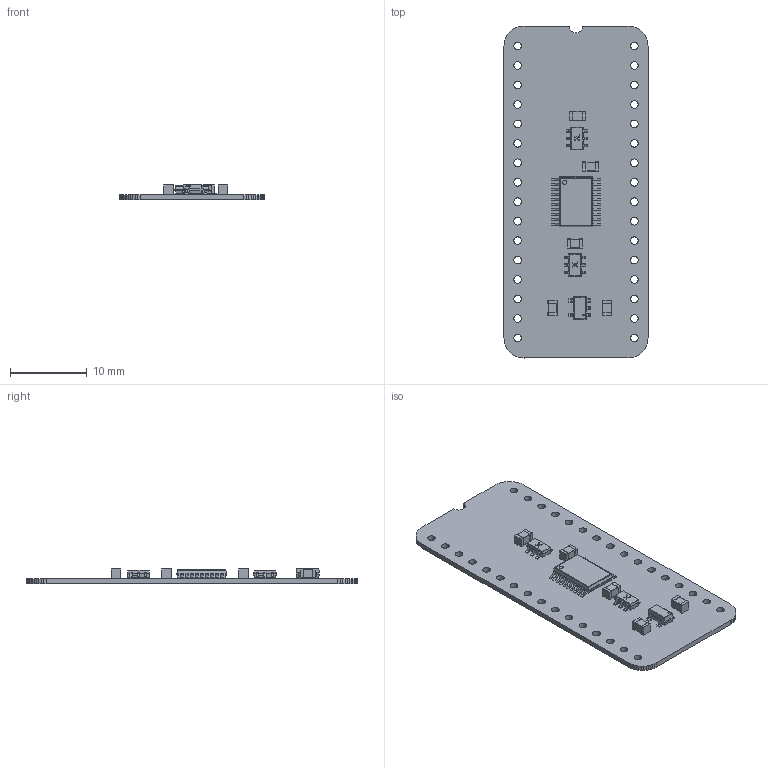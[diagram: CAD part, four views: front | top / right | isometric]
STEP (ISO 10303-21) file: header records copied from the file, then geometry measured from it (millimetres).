
FILE_DESCRIPTION(('KiCad electronic assembly'),'2;1');
FILE_NAME('Video Signals Output.step','2024-03-06T14:39:43',('Pcbnew'),( 'Kicad'),'Open CASCADE STEP processor 7.6','KiCad to STEP converter' ,'Unknown');
FILE_SCHEMA(('AUTOMOTIVE_DESIGN { 1 0 10303 214 1 1 1 1 }'));
Length unit declared in the file: millimetre
Products named in the file (10): Video Signals Output 1; C_0805_2012Metric; SOLID; 74LVC273PW,118; COMPOUND; 74LVC1G157GV,125; AP7365-33WG-7; Video Signals Output PCB
Assembly tree (14 placements, depth 3):
  Video Signals Output 1
    C_0805_2012Metric  x5
      SOLID
    74LVC273PW,118
      COMPOUND
    74LVC1G157GV,125  x2
      COMPOUND
    AP7365-33WG-7
      COMPOUND
    Video Signals Output PCB
Bounding box: 18.8 x 43.33 x 2.03 mm (x, y, z)
Volume: 589.4 mm3; surface area: 1965.2 mm2
Topology: 49 solids, 49 shells, 979 faces, 2517 edges, 1638 vertices
Faces by surface type: plane 664, cylinder 299, sphere 16
Full cylindrical faces by diameter (mm): 0.02 x2, 0.2 x1, 0.55 x1, 1 x32
Entity records: 45607 total; most frequent: CARTESIAN_POINT 9452, DIRECTION 6751, LINE 4507, VECTOR 4507, ORIENTED_EDGE 3516, PCURVE 3516, DEFINITIONAL_REPRESENTATION 3516, EDGE_CURVE 1758
